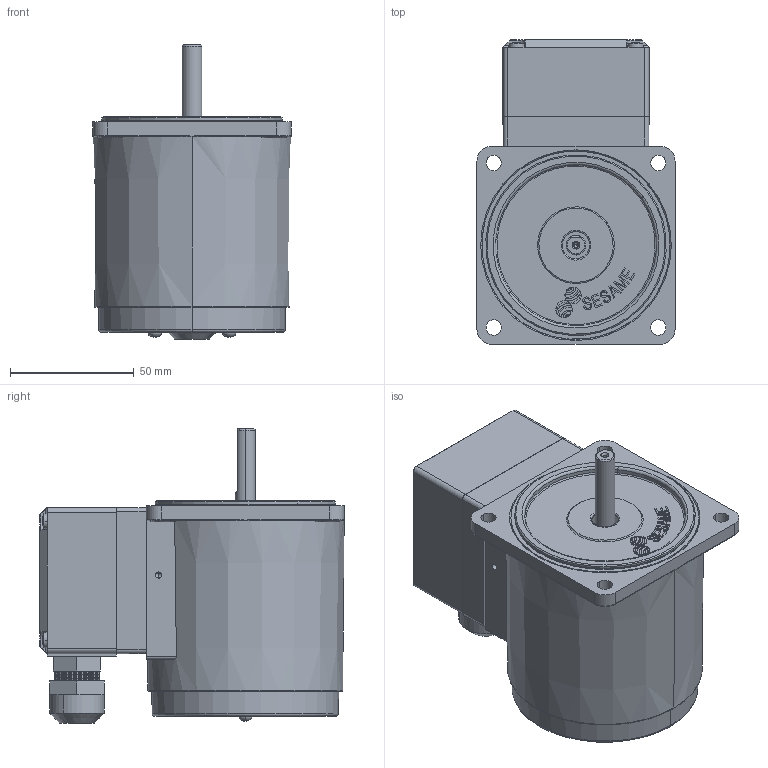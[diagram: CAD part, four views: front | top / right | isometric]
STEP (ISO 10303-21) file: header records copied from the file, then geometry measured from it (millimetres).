
FILE_DESCRIPTION (( 'STEP AP203' ), '1' );
FILE_NAME ('4RIK25A-¡¼Ts-5C150¡¼4000Z0.STEP', '2017-12-29T06:20:31', ( '' ), ( '' ), 'SwSTEP 2.0', 'SolidWorks 2010', '' );
FILE_SCHEMA (( 'CONFIG_CONTROL_DESIGN' ));
Length unit declared in the file: millimetre
Products named in the file (12): 25A_3.研磨; 彈簧壓板M4φ40x1t_Default; 成品180度; 圓頭十字螺絲 M3 x 40 --40N_JIS B 1111 Binding head screw M3 x 40 --40N; 丸頭十字螺絲M3x6_B18.6.7M - M3 x 0.5 x 8 Type I Cross Recessed PHMS --8C; 4RIK25A-〖Ts-5C150〖4000Z0; M425TsA-RK_鑽孔攻牙; C475-C473_C475成品-車工; Ts下蓋; Ts下墊片; Ts上蓋; 出線頭 Ver.2
Assembly tree (15 placements, depth 3):
  4RIK25A-〖Ts-5C150〖4000Z0
    25A_3.研磨
    C475-C473_C475成品-車工
    丸頭十字螺絲M3x6_B18.6.7M - M3 x 0.5 x 8 Type I Cross Recessed PHMS --8C  x2
    成品180度
      Ts下墊片
      圓頭十字螺絲 M3 x 40 --40N_JIS B 1111 Binding head screw M3 x 40 --40N  x4
      出線頭 Ver.2
      Ts下蓋
      Ts上蓋
    彈簧壓板M4φ40x1t_Default
    M425TsA-RK_鑽孔攻牙
Bounding box: 80 x 123 x 118.75 mm (x, y, z)
Volume: 251287.6 mm3; surface area: 105653.2 mm2
Topology: 14 solids, 14 shells, 2713 faces, 7107 edges, 4464 vertices
Faces by surface type: cone 1336, cylinder 967, plane 304, torus 59, bspline 35, sphere 12
Entity records: 40747 total; most frequent: CARTESIAN_POINT 9670, DIRECTION 6803, ORIENTED_EDGE 6026, EDGE_CURVE 3013, AXIS2_PLACEMENT_3D 2753, VERTEX_POINT 1911, CIRCLE 1597, LINE 1297
